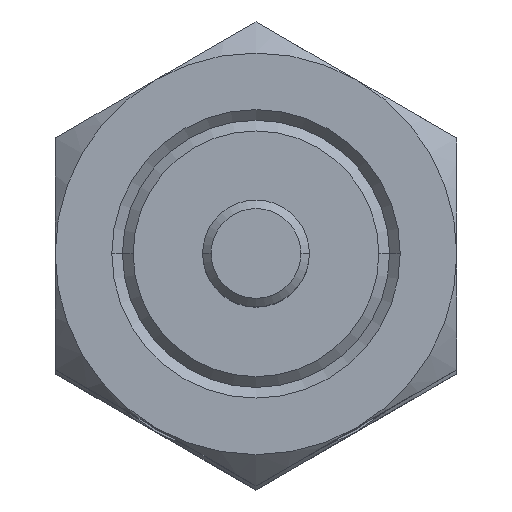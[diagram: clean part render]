
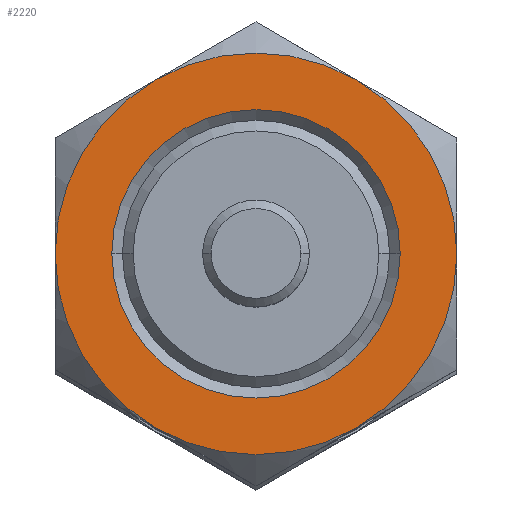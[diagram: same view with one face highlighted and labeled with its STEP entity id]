
A CAD part, top view. The second image highlights one B-rep face of the part: STEP entity #2220.
In plain terms, the highlighted planar face has unit normal (0, 0, 1).
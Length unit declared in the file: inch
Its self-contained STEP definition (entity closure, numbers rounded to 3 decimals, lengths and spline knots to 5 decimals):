
#76 = DIRECTION ( 'NONE',  ( -1., 0., 0. ) ) ;
#141 = DIRECTION ( 'NONE',  ( 0., 0., -1. ) ) ;
#151 = EDGE_CURVE ( 'NONE', #3055, #471, #187, .T. ) ;
#187 = CIRCLE ( 'NONE', #455, 0.47 ) ;
#210 = DIRECTION ( 'NONE',  ( 1., 0., 0. ) ) ;
#213 = CIRCLE ( 'NONE', #1857, 0.47 ) ;
#225 = DIRECTION ( 'NONE',  ( 0., 0., -1. ) ) ;
#254 = VERTEX_POINT ( 'NONE', #2794 ) ;
#283 = CARTESIAN_POINT ( 'NONE',  ( -0.235, 0.40703, 0.19 ) ) ;
#296 = EDGE_CURVE ( 'NONE', #1996, #1774, #3582, .T. ) ;
#305 = CIRCLE ( 'NONE', #2628, 0.47 ) ;
#335 = VERTEX_POINT ( 'NONE', #283 ) ;
#455 = AXIS2_PLACEMENT_3D ( 'NONE', #3581, #1889, #210 ) ;
#463 = EDGE_CURVE ( 'NONE', #2711, #1420, #1808, .T. ) ;
#471 = VERTEX_POINT ( 'NONE', #1501 ) ;
#587 = CARTESIAN_POINT ( 'NONE',  ( 0., 0., 0.19 ) ) ;
#645 = ORIENTED_EDGE ( 'NONE', *, *, #2746, .F. ) ;
#661 = CARTESIAN_POINT ( 'NONE',  ( 0., 0., 0.19 ) ) ;
#742 = CARTESIAN_POINT ( 'NONE',  ( 0.3375, 0., 0.19 ) ) ;
#747 = AXIS2_PLACEMENT_3D ( 'NONE', #661, #2641, #937 ) ;
#780 = DIRECTION ( 'NONE',  ( -1., 0., 0. ) ) ;
#862 = DIRECTION ( 'NONE',  ( -1., 0., 0. ) ) ;
#937 = DIRECTION ( 'NONE',  ( -1., 0., 0. ) ) ;
#948 = ORIENTED_EDGE ( 'NONE', *, *, #2420, .F. ) ;
#993 = AXIS2_PLACEMENT_3D ( 'NONE', #1820, #141, #2119 ) ;
#1017 = EDGE_CURVE ( 'NONE', #1774, #335, #2859, .T. ) ;
#1030 = CARTESIAN_POINT ( 'NONE',  ( -0.47, 0., 0.19 ) ) ;
#1034 = CARTESIAN_POINT ( 'NONE',  ( 0., 0., 0.19 ) ) ;
#1099 = CIRCLE ( 'NONE', #1599, 0.47 ) ;
#1109 = CARTESIAN_POINT ( 'NONE',  ( 0., 0., 0.19 ) ) ;
#1313 = DIRECTION ( 'NONE',  ( -1., 0., 0. ) ) ;
#1394 = DIRECTION ( 'NONE',  ( -1., 0., 0. ) ) ;
#1420 = VERTEX_POINT ( 'NONE', #2754 ) ;
#1492 = CARTESIAN_POINT ( 'NONE',  ( 0.47, 0., 0.19 ) ) ;
#1501 = CARTESIAN_POINT ( 'NONE',  ( 0.235, 0.40703, 0.19 ) ) ;
#1535 = EDGE_CURVE ( 'NONE', #3055, #254, #305, .T. ) ;
#1599 = AXIS2_PLACEMENT_3D ( 'NONE', #1902, #225, #2198 ) ;
#1749 = FACE_BOUND ( 'NONE', #2839, .T. ) ;
#1758 = DIRECTION ( 'NONE',  ( 0., 0., -1. ) ) ;
#1774 = VERTEX_POINT ( 'NONE', #1030 ) ;
#1808 = CIRCLE ( 'NONE', #747, 0.3375 ) ;
#1820 = CARTESIAN_POINT ( 'NONE',  ( 0., 0., 0.19 ) ) ;
#1857 = AXIS2_PLACEMENT_3D ( 'NONE', #587, #2561, #862 ) ;
#1874 = ORIENTED_EDGE ( 'NONE', *, *, #3484, .T. ) ;
#1885 = CARTESIAN_POINT ( 'NONE',  ( 0.47, 0.81406, 0.19 ) ) ;
#1889 = DIRECTION ( 'NONE',  ( 0., 0., 1. ) ) ;
#1902 = CARTESIAN_POINT ( 'NONE',  ( 0., 0., 0.19 ) ) ;
#1967 = AXIS2_PLACEMENT_3D ( 'NONE', #1034, #3009, #1313 ) ;
#1996 = VERTEX_POINT ( 'NONE', #2591 ) ;
#2091 = ORIENTED_EDGE ( 'NONE', *, *, #1017, .F. ) ;
#2093 = ORIENTED_EDGE ( 'NONE', *, *, #151, .T. ) ;
#2119 = DIRECTION ( 'NONE',  ( -1., 0., 0. ) ) ;
#2160 = CIRCLE ( 'NONE', #1967, 0.3375 ) ;
#2198 = DIRECTION ( 'NONE',  ( -1., 0., 0. ) ) ;
#2220 = ADVANCED_FACE ( 'NONE', ( #1749, #2860 ), #3026, .F. ) ;
#2322 = AXIS2_PLACEMENT_3D ( 'NONE', #1885, #2478, #780 ) ;
#2420 = EDGE_CURVE ( 'NONE', #335, #471, #213, .T. ) ;
#2478 = DIRECTION ( 'NONE',  ( 0., 0., -1. ) ) ;
#2496 = ORIENTED_EDGE ( 'NONE', *, *, #1535, .F. ) ;
#2561 = DIRECTION ( 'NONE',  ( 0., 0., -1. ) ) ;
#2591 = CARTESIAN_POINT ( 'NONE',  ( -0.235, -0.40703, 0.19 ) ) ;
#2626 = ORIENTED_EDGE ( 'NONE', *, *, #296, .F. ) ;
#2628 = AXIS2_PLACEMENT_3D ( 'NONE', #3456, #1758, #76 ) ;
#2641 = DIRECTION ( 'NONE',  ( 0., 0., -1. ) ) ;
#2711 = VERTEX_POINT ( 'NONE', #742 ) ;
#2715 = AXIS2_PLACEMENT_3D ( 'NONE', #1109, #3100, #1394 ) ;
#2746 = EDGE_CURVE ( 'NONE', #254, #1996, #1099, .T. ) ;
#2754 = CARTESIAN_POINT ( 'NONE',  ( -0.3375, 0., 0.19 ) ) ;
#2794 = CARTESIAN_POINT ( 'NONE',  ( 0.235, -0.40703, 0.19 ) ) ;
#2839 = EDGE_LOOP ( 'NONE', ( #3065, #1874 ) ) ;
#2852 = EDGE_LOOP ( 'NONE', ( #2091, #2626, #645, #2496, #2093, #948 ) ) ;
#2859 = CIRCLE ( 'NONE', #993, 0.47 ) ;
#2860 = FACE_OUTER_BOUND ( 'NONE', #2852, .T. ) ;
#3009 = DIRECTION ( 'NONE',  ( 0., 0., -1. ) ) ;
#3026 = PLANE ( 'NONE',  #2322 ) ;
#3055 = VERTEX_POINT ( 'NONE', #1492 ) ;
#3065 = ORIENTED_EDGE ( 'NONE', *, *, #463, .T. ) ;
#3100 = DIRECTION ( 'NONE',  ( 0., 0., -1. ) ) ;
#3456 = CARTESIAN_POINT ( 'NONE',  ( 0., 0., 0.19 ) ) ;
#3484 = EDGE_CURVE ( 'NONE', #1420, #2711, #2160, .T. ) ;
#3581 = CARTESIAN_POINT ( 'NONE',  ( 0., 0., 0.19 ) ) ;
#3582 = CIRCLE ( 'NONE', #2715, 0.47 ) ;
